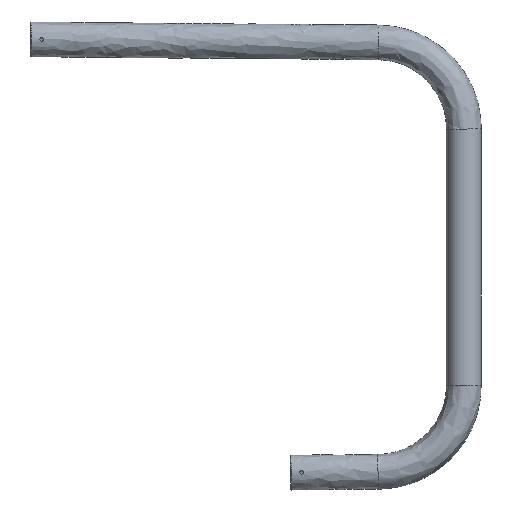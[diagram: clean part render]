
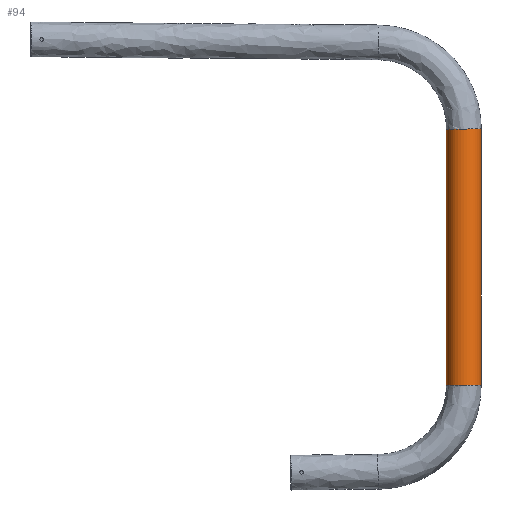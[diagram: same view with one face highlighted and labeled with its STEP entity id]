
A CAD part, top view. The second image highlights one B-rep face of the part: STEP entity #94.
In plain terms, the highlighted free-form (B-spline) face has degree [3, 1] with [7, 2] control points.
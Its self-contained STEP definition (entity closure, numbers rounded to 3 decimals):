
#5 = FACE_OUTER_BOUND ( 'NONE', #752, .T. ) ;
#8 = CARTESIAN_POINT ( 'NONE',  ( 810.298, -154.716, 30.15 ) ) ;
#68 = CARTESIAN_POINT ( 'NONE',  ( 750., -155.242, -30.15 ) ) ;
#94 = ADVANCED_FACE ( 'NONE', ( #5, #1309 ), #1327, .T. ) ;
#110 = CARTESIAN_POINT ( 'NONE',  ( 750., -598.685, 0. ) ) ;
#147 = DIRECTION ( 'NONE',  ( 0.009, -1., 0. ) ) ;
#184 = CARTESIAN_POINT ( 'NONE',  ( 810.298, -598.159, 30.15 ) ) ;
#190 = CARTESIAN_POINT ( 'NONE',  ( 750., -598.685, -30.15 ) ) ;
#202 = CARTESIAN_POINT ( 'NONE',  ( 810.298, -598.159, -30.15 ) ) ;
#205 = CARTESIAN_POINT ( 'NONE',  ( 810.298, -154.716, -30.15 ) ) ;
#211 = CARTESIAN_POINT ( 'NONE',  ( 750., -155.242, -30.15 ) ) ;
#226 = CARTESIAN_POINT ( 'NONE',  ( 750., -155.242, 30.15 ) ) ;
#232 = CARTESIAN_POINT ( 'NONE',  ( 750., -598.685, 30.15 ) ) ;
#235 = CARTESIAN_POINT ( 'NONE',  ( 689.702, -155.768, 30.15 ) ) ;
#275 = DIRECTION ( 'NONE',  ( 0., 0., -1. ) ) ;
#372 = CARTESIAN_POINT ( 'NONE',  ( 689.702, -599.211, 30.15 ) ) ;
#377 = CARTESIAN_POINT ( 'NONE',  ( 689.702, -155.768, -30.15 ) ) ;
#386 = CARTESIAN_POINT ( 'NONE',  ( 750., -598.685, -30.15 ) ) ;
#390 = CARTESIAN_POINT ( 'NONE',  ( 750., -155.242, -30.15 ) ) ;
#401 = CARTESIAN_POINT ( 'NONE',  ( 689.702, -599.211, -30.15 ) ) ;
#446 = EDGE_LOOP ( 'NONE', ( #1420 ) ) ;
#731 = VERTEX_POINT ( 'NONE', #1092 ) ;
#752 = EDGE_LOOP ( 'NONE', ( #1711 ) ) ;
#822 = CIRCLE ( 'NONE', #1270, 30.15 ) ;
#1061 = VERTEX_POINT ( 'NONE', #68 ) ;
#1092 = CARTESIAN_POINT ( 'NONE',  ( 750., -598.685, -30.15 ) ) ;
#1212 = AXIS2_PLACEMENT_3D ( 'NONE', #110, #147, #275 ) ;
#1270 = AXIS2_PLACEMENT_3D ( 'NONE', #2154, #2167, #2175 ) ;
#1276 = EDGE_CURVE ( 'NONE', #731, #731, #1338, .T. ) ;
#1309 = FACE_OUTER_BOUND ( 'NONE', #446, .T. ) ;
#1327 =( BOUNDED_SURFACE ( )  B_SPLINE_SURFACE ( 3, 1, ( 
 ( #211, #190 ),
 ( #205, #202 ),
 ( #8, #184 ),
 ( #226, #232 ),
 ( #235, #372 ),
 ( #377, #401 ),
 ( #390, #386 ) ),
 .UNSPECIFIED., .T., .F., .F. ) 
 B_SPLINE_SURFACE_WITH_KNOTS ( ( 4, 3, 4 ),
 ( 2, 2 ),
 ( 0., 0.5, 1. ),
 ( 0., 1. ),
 .UNSPECIFIED. ) 
 GEOMETRIC_REPRESENTATION_ITEM ( )  RATIONAL_B_SPLINE_SURFACE ( (
 ( 1., 1.),
 ( 0.333, 0.333),
 ( 0.333, 0.333),
 ( 1., 1.),
 ( 0.333, 0.333),
 ( 0.333, 0.333),
 ( 1., 1.) ) ) 
 REPRESENTATION_ITEM ( '' )  SURFACE ( )  );
#1338 = CIRCLE ( 'NONE', #1212, 30.15 ) ;
#1387 = EDGE_CURVE ( 'NONE', #1061, #1061, #822, .T. ) ;
#1420 = ORIENTED_EDGE ( 'NONE', *, *, #1276, .F. ) ;
#1711 = ORIENTED_EDGE ( 'NONE', *, *, #1387, .T. ) ;
#2154 = CARTESIAN_POINT ( 'NONE',  ( 750., -155.242, 0. ) ) ;
#2167 = DIRECTION ( 'NONE',  ( 0.009, -1., 0. ) ) ;
#2175 = DIRECTION ( 'NONE',  ( 0., 0., -1. ) ) ;
